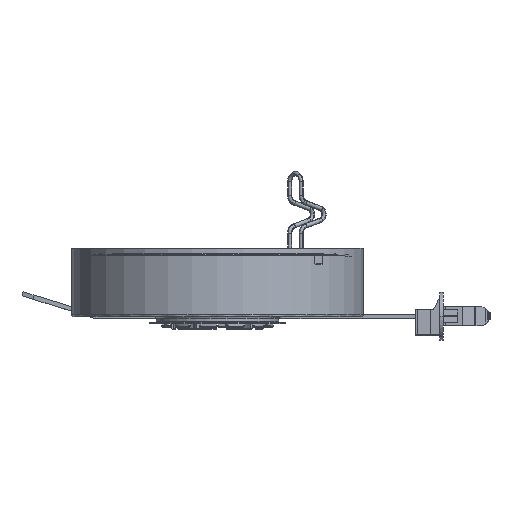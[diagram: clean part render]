
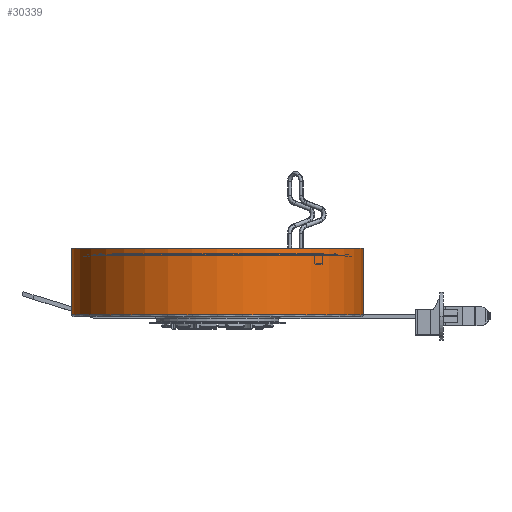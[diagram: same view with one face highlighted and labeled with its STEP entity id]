
A CAD part, top view. The second image highlights one B-rep face of the part: STEP entity #30339.
In plain terms, the highlighted cylindrical face has radius 40.64 mm (diameter 81.28 mm), a partial arc.
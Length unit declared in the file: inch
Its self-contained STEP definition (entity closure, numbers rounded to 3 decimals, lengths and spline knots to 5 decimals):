
#2927=CARTESIAN_POINT('',(0.,0.02,0.));
#2928=DIRECTION('',(0.,1.,0.));
#2929=DIRECTION('',(-1.,0.,0.));
#2930=AXIS2_PLACEMENT_3D('',#2927,#2928,#2929);
#3142=DIRECTION('',(0.,1.,0.));
#3143=VECTOR('',#3142,0.729);
#3144=CARTESIAN_POINT('',(1.6,0.02,0.));
#3145=LINE('',#3144,#3143);
#3146=DIRECTION('',(0.,1.,0.));
#3147=VECTOR('',#3146,0.729);
#3148=CARTESIAN_POINT('',(-1.6,0.02,0.));
#3149=LINE('',#3148,#3147);
#3168=CARTESIAN_POINT('',(0.,0.749,0.));
#3169=DIRECTION('',(0.,-1.,0.));
#3170=DIRECTION('',(1.,0.,0.));
#3171=AXIS2_PLACEMENT_3D('',#3168,#3169,#3170);
#22952=CARTESIAN_POINT('',(1.6,0.749,0.));
#22953=CARTESIAN_POINT('',(-1.6,0.749,0.));
#22954=VERTEX_POINT('',#22952);
#22955=VERTEX_POINT('',#22953);
#22985=CARTESIAN_POINT('',(-1.6,0.02,0.));
#22987=VERTEX_POINT('',#22985);
#22988=CARTESIAN_POINT('',(1.6,0.02,0.));
#22989=VERTEX_POINT('',#22988);
#30327=CARTESIAN_POINT('',(0.,0.78945,0.));
#30328=DIRECTION('',(0.,-1.,0.));
#30329=DIRECTION('',(-1.,0.,0.));
#30330=AXIS2_PLACEMENT_3D('',#30327,#30328,#30329);
#30331=CYLINDRICAL_SURFACE('',#30330,1.6);
#30332=ORIENTED_EDGE('',*,*,#29937,.F.);
#30333=ORIENTED_EDGE('',*,*,#30310,.T.);
#30335=ORIENTED_EDGE('',*,*,#30334,.F.);
#30336=ORIENTED_EDGE('',*,*,#30306,.F.);
#30337=EDGE_LOOP('',(#30332,#30333,#30335,#30336));
#30338=FACE_OUTER_BOUND('',#30337,.F.);
#30339=ADVANCED_FACE('',(#30338),#30331,.T.);
#2931=CIRCLE('',#2930,1.6);
#3172=CIRCLE('',#3171,1.6);
#29937=EDGE_CURVE('',#22987,#22989,#2931,.T.);
#30306=EDGE_CURVE('',#22989,#22954,#3145,.T.);
#30310=EDGE_CURVE('',#22987,#22955,#3149,.T.);
#30334=EDGE_CURVE('',#22954,#22955,#3172,.T.);
